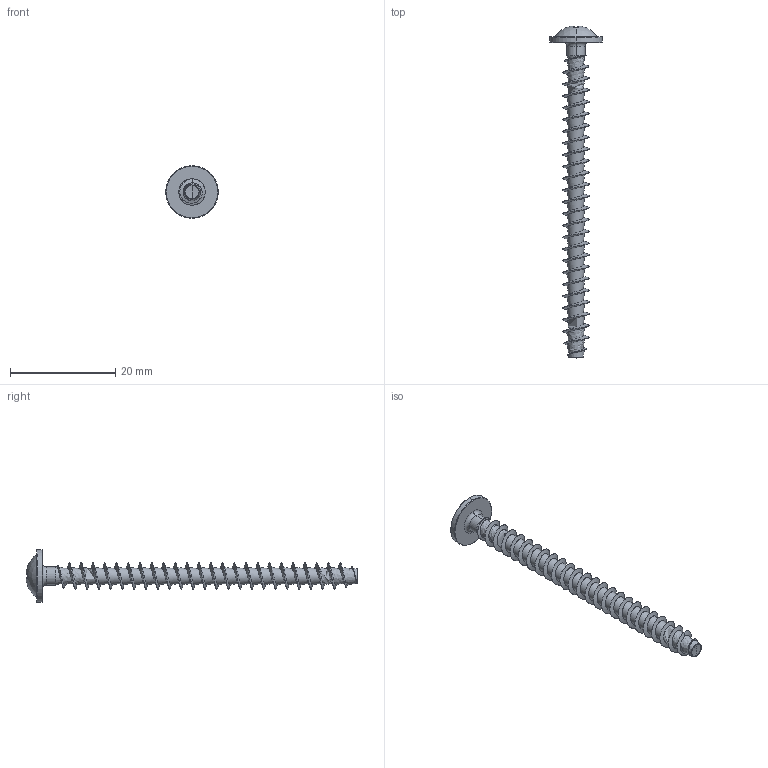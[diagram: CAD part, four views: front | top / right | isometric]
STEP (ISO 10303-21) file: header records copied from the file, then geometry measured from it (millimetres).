
FILE_DESCRIPTION (( 'STEP AP203' ), '1' );
FILE_NAME ('STP31A0500600.STEP', '2017-11-16T19:21:52', ( '' ), ( '' ), 'SwSTEP 2.0', 'SolidWorks 2015', '' );
FILE_SCHEMA (( 'CONFIG_CONTROL_DESIGN' ));
Products named in the file (1): STP31A0500600
Bounding box: 10 x 63.13 x 10 mm (x, y, z)
Volume: 662.2 mm3; surface area: 1312.8 mm2
Topology: 1 solids, 1 shells, 165 faces, 364 edges, 202 vertices
Faces by surface type: bspline 48, torus 30, sphere 28, cylinder 26, plane 23, cone 10
Entity records: 29198 total; most frequent: CARTESIAN_POINT 25786, ORIENTED_EDGE 724, DIRECTION 684, EDGE_CURVE 362, AXIS2_PLACEMENT_3D 312, VERTEX_POINT 202, CIRCLE 194, EDGE_LOOP 168
